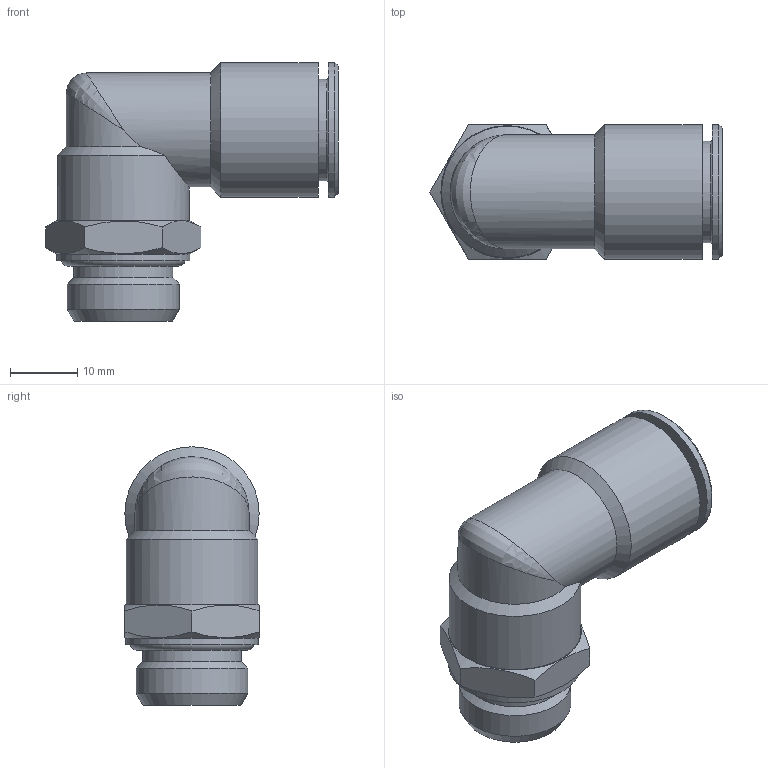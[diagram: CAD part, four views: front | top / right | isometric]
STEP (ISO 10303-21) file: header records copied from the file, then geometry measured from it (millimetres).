
FILE_DESCRIPTION(/* description */ (''),/* implementation_level */ '2;1');
FILE_NAME(/* name */ 'V202213_IPSO022_14_G38_07.09.16',/* time_stamp */ '2016-09-07T11:14:25+02:00',/* author */ (''),/* organization */ (''),/* preprocessor_version */ 'ST-DEVELOPER v16.5',/* originating_system */ 'HiCAD 2016 2101.0 Build 254',/* authorisation */ '');
FILE_SCHEMA (('AUTOMOTIVE_DESIGN { 1 0 10303 214 1 1 1 1 }'));
Length unit declared in the file: millimetre
Products named in the file (5): Root; OR 14X1.78; DR14-5; R202213; 214607
Assembly tree (4 placements, depth 2):
  Root
    OR 14X1.78
    DR14-5
    R202213
    214607
Bounding box: 43.55 x 20 x 38.5 mm (x, y, z)
Volume: 7874.3 mm3; surface area: 9380.2 mm2
Topology: 4 solids, 4 shells, 72 faces, 161 edges, 98 vertices
Faces by surface type: cylinder 23, cone 20, plane 20, torus 7, sphere 1, bspline 1
Full cylindrical faces by diameter (mm): 11 x1, 12 x1, 14.15 x1, 14.3 x1, 14.75 x1, 15.1 x1, 15.2 x1, 15.8 x2, 16.2 x1, 16.5 x1, 16.662 x1, 17 x3, 17.3 x1, 18.1 x1, 19.6 x1, 19.8 x1, 20 x2
Entity records: 3550 total; most frequent: CARTESIAN_POINT 1215, DIRECTION 316, PRESENTATION_STYLE_ASSIGNMENT 188, COLOUR_RGB 187, DRAUGHTING_PRE_DEFINED_CURVE_FONT 184, CURVE_STYLE 184, OVER_RIDING_STYLED_ITEM 184, ORIENTED_EDGE 184
